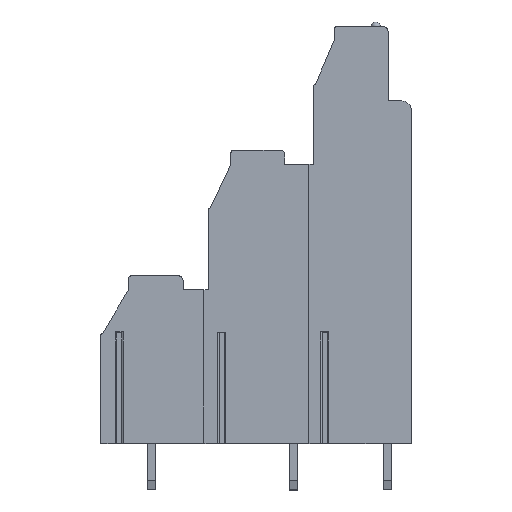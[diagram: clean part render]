
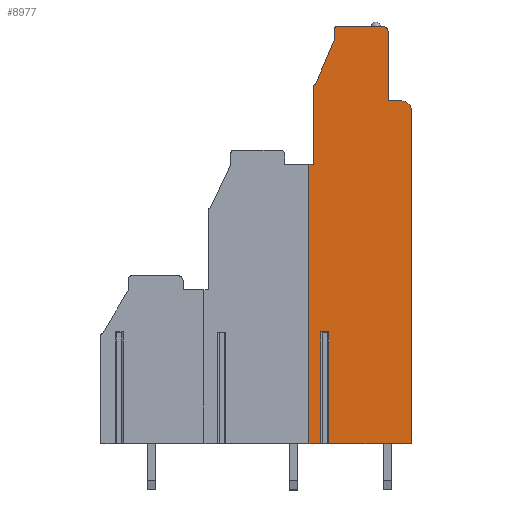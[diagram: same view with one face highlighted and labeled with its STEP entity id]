
A CAD part, top view. The second image highlights one B-rep face of the part: STEP entity #8977.
In plain terms, the highlighted planar face has unit normal (0, 0, 1).
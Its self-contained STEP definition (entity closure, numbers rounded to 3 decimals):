
#87=DIRECTION('',(1.,0.,0.));
#88=VECTOR('',#87,0.856);
#89=CARTESIAN_POINT('',(0.772,-18.05,22.86));
#90=LINE('',#89,#88);
#91=DIRECTION('',(0.,-1.,0.));
#92=VECTOR('',#91,11.95);
#93=CARTESIAN_POINT('',(0.772,-18.05,22.86));
#94=LINE('',#93,#92);
#95=DIRECTION('',(1.,0.,0.));
#96=VECTOR('',#95,1.272);
#97=CARTESIAN_POINT('',(-0.5,-30.,22.86));
#98=LINE('',#97,#96);
#99=DIRECTION('',(0.,1.,0.));
#100=VECTOR('',#99,30.);
#101=CARTESIAN_POINT('',(-0.5,-30.,22.86));
#102=LINE('',#101,#100);
#103=DIRECTION('',(-1.,0.,0.));
#104=VECTOR('',#103,0.5);
#105=CARTESIAN_POINT('',(0.,0.,22.86));
#106=LINE('',#105,#104);
#107=DIRECTION('',(0.,-1.,0.));
#108=VECTOR('',#107,8.4);
#109=CARTESIAN_POINT('',(0.,8.4,22.86));
#110=LINE('',#109,#108);
#111=CARTESIAN_POINT('',(0.2,8.4,22.86));
#112=DIRECTION('',(0.,0.,1.));
#113=DIRECTION('',(0.,1.,0.));
#114=AXIS2_PLACEMENT_3D('',#111,#112,#113);
#116=DIRECTION('',(-0.392,-0.92,0.));
#117=VECTOR('',#116,5.108);
#118=CARTESIAN_POINT('',(2.2,13.3,22.86));
#119=LINE('',#118,#117);
#120=DIRECTION('',(0.,-1.,0.));
#121=VECTOR('',#120,1.2);
#122=CARTESIAN_POINT('',(2.2,14.5,22.86));
#123=LINE('',#122,#121);
#124=CARTESIAN_POINT('',(2.5,14.5,22.86));
#125=DIRECTION('',(0.,0.,1.));
#126=DIRECTION('',(0.,1.,0.));
#127=AXIS2_PLACEMENT_3D('',#124,#125,#126);
#129=DIRECTION('',(-1.,0.,0.));
#130=VECTOR('',#129,5.);
#131=CARTESIAN_POINT('',(7.5,14.8,22.86));
#132=LINE('',#131,#130);
#133=CARTESIAN_POINT('',(7.5,14.3,22.86));
#134=DIRECTION('',(0.,0.,1.));
#135=DIRECTION('',(1.,0.,0.));
#136=AXIS2_PLACEMENT_3D('',#133,#134,#135);
#138=DIRECTION('',(0.,1.,0.));
#139=VECTOR('',#138,7.5);
#140=CARTESIAN_POINT('',(8.,6.8,22.86));
#141=LINE('',#140,#139);
#142=DIRECTION('',(-1.,0.,0.));
#143=VECTOR('',#142,1.5);
#144=CARTESIAN_POINT('',(9.5,6.8,22.86));
#145=LINE('',#144,#143);
#146=CARTESIAN_POINT('',(9.5,5.8,22.86));
#147=DIRECTION('',(0.,0.,1.));
#148=DIRECTION('',(1.,0.,0.));
#149=AXIS2_PLACEMENT_3D('',#146,#147,#148);
#151=DIRECTION('',(0.,1.,0.));
#152=VECTOR('',#151,35.8);
#153=CARTESIAN_POINT('',(10.5,-30.,22.86));
#154=LINE('',#153,#152);
#155=DIRECTION('',(1.,0.,0.));
#156=VECTOR('',#155,8.872);
#157=CARTESIAN_POINT('',(1.628,-30.,22.86));
#158=LINE('',#157,#156);
#159=DIRECTION('',(0.,-1.,0.));
#160=VECTOR('',#159,11.95);
#161=CARTESIAN_POINT('',(1.628,-18.05,22.86));
#162=LINE('',#161,#160);
#6785=CARTESIAN_POINT('',(10.5,-30.,22.86));
#6786=CARTESIAN_POINT('',(10.5,5.8,22.86));
#6787=VERTEX_POINT('',#6785);
#6788=VERTEX_POINT('',#6786);
#6789=CARTESIAN_POINT('',(9.5,6.8,22.86));
#6790=VERTEX_POINT('',#6789);
#6791=CARTESIAN_POINT('',(8.,6.8,22.86));
#6792=VERTEX_POINT('',#6791);
#6793=CARTESIAN_POINT('',(8.,14.3,22.86));
#6794=VERTEX_POINT('',#6793);
#6795=CARTESIAN_POINT('',(7.5,14.8,22.86));
#6796=VERTEX_POINT('',#6795);
#6797=CARTESIAN_POINT('',(2.5,14.8,22.86));
#6798=VERTEX_POINT('',#6797);
#6799=CARTESIAN_POINT('',(2.2,14.5,22.86));
#6800=VERTEX_POINT('',#6799);
#6801=CARTESIAN_POINT('',(2.2,13.3,22.86));
#6802=VERTEX_POINT('',#6801);
#6803=CARTESIAN_POINT('',(0.2,8.6,22.86));
#6804=VERTEX_POINT('',#6803);
#6805=CARTESIAN_POINT('',(0.,8.4,22.86));
#6806=VERTEX_POINT('',#6805);
#6807=CARTESIAN_POINT('',(0.,0.,22.86));
#6808=VERTEX_POINT('',#6807);
#6833=CARTESIAN_POINT('',(-0.5,-30.,22.86));
#6834=CARTESIAN_POINT('',(-0.5,0.,22.86));
#6835=VERTEX_POINT('',#6833);
#6836=VERTEX_POINT('',#6834);
#6893=CARTESIAN_POINT('',(0.772,-18.05,22.86));
#6894=CARTESIAN_POINT('',(1.628,-18.05,22.86));
#6895=VERTEX_POINT('',#6893);
#6896=VERTEX_POINT('',#6894);
#6901=CARTESIAN_POINT('',(0.772,-30.,22.86));
#6902=VERTEX_POINT('',#6901);
#6903=CARTESIAN_POINT('',(1.628,-30.,22.86));
#6904=VERTEX_POINT('',#6903);
#8934=CARTESIAN_POINT('',(0.,0.,22.86));
#8935=DIRECTION('',(0.,0.,1.));
#8936=DIRECTION('',(1.,0.,0.));
#8937=AXIS2_PLACEMENT_3D('',#8934,#8935,#8936);
#8938=PLANE('',#8937);
#8940=ORIENTED_EDGE('',*,*,#8939,.F.);
#8942=ORIENTED_EDGE('',*,*,#8941,.T.);
#8944=ORIENTED_EDGE('',*,*,#8943,.F.);
#8946=ORIENTED_EDGE('',*,*,#8945,.T.);
#8948=ORIENTED_EDGE('',*,*,#8947,.F.);
#8950=ORIENTED_EDGE('',*,*,#8949,.F.);
#8952=ORIENTED_EDGE('',*,*,#8951,.F.);
#8954=ORIENTED_EDGE('',*,*,#8953,.F.);
#8956=ORIENTED_EDGE('',*,*,#8955,.F.);
#8958=ORIENTED_EDGE('',*,*,#8957,.F.);
#8960=ORIENTED_EDGE('',*,*,#8959,.F.);
#8962=ORIENTED_EDGE('',*,*,#8961,.F.);
#8964=ORIENTED_EDGE('',*,*,#8963,.F.);
#8966=ORIENTED_EDGE('',*,*,#8965,.F.);
#8968=ORIENTED_EDGE('',*,*,#8967,.F.);
#8970=ORIENTED_EDGE('',*,*,#8969,.F.);
#8972=ORIENTED_EDGE('',*,*,#8971,.F.);
#8974=ORIENTED_EDGE('',*,*,#8973,.F.);
#8975=EDGE_LOOP('',(#8940,#8942,#8944,#8946,#8948,#8950,#8952,#8954,#8956,#8958,
#8960,#8962,#8964,#8966,#8968,#8970,#8972,#8974));
#8976=FACE_OUTER_BOUND('',#8975,.F.);
#8977=ADVANCED_FACE('',(#8976),#8938,.T.);
#115=CIRCLE('',#114,0.2);
#128=CIRCLE('',#127,0.3);
#137=CIRCLE('',#136,0.5);
#150=CIRCLE('',#149,1.);
#8939=EDGE_CURVE('',#6895,#6896,#90,.T.);
#8941=EDGE_CURVE('',#6895,#6902,#94,.T.);
#8943=EDGE_CURVE('',#6835,#6902,#98,.T.);
#8945=EDGE_CURVE('',#6835,#6836,#102,.T.);
#8947=EDGE_CURVE('',#6808,#6836,#106,.T.);
#8949=EDGE_CURVE('',#6806,#6808,#110,.T.);
#8951=EDGE_CURVE('',#6804,#6806,#115,.T.);
#8953=EDGE_CURVE('',#6802,#6804,#119,.T.);
#8955=EDGE_CURVE('',#6800,#6802,#123,.T.);
#8957=EDGE_CURVE('',#6798,#6800,#128,.T.);
#8959=EDGE_CURVE('',#6796,#6798,#132,.T.);
#8961=EDGE_CURVE('',#6794,#6796,#137,.T.);
#8963=EDGE_CURVE('',#6792,#6794,#141,.T.);
#8965=EDGE_CURVE('',#6790,#6792,#145,.T.);
#8967=EDGE_CURVE('',#6788,#6790,#150,.T.);
#8969=EDGE_CURVE('',#6787,#6788,#154,.T.);
#8971=EDGE_CURVE('',#6904,#6787,#158,.T.);
#8973=EDGE_CURVE('',#6896,#6904,#162,.T.);
